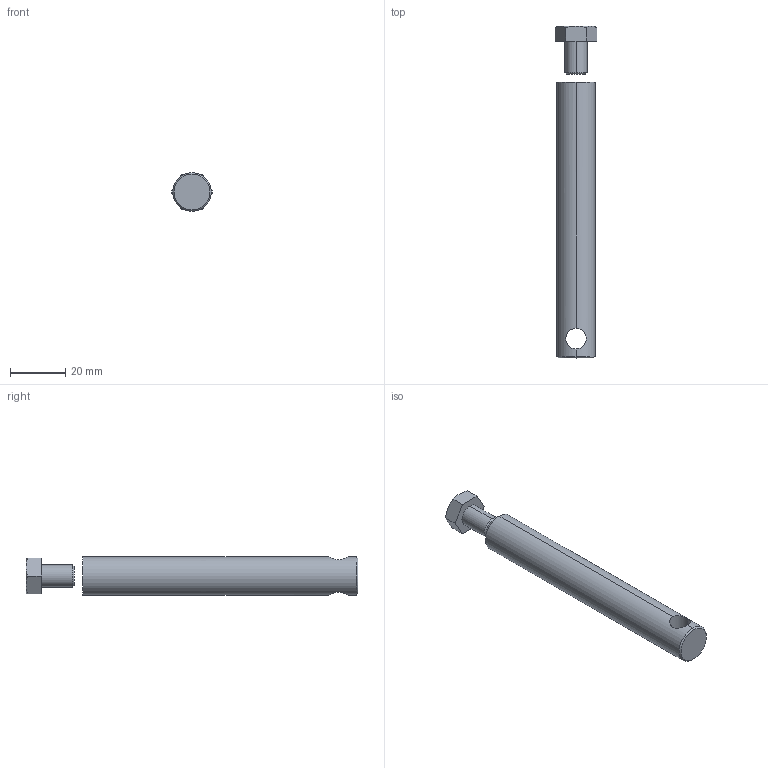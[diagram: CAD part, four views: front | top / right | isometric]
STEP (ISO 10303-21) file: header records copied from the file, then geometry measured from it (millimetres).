
FILE_DESCRIPTION (( 'STEP AP214' ), '1' );
FILE_NAME ('Rexnord-S0535-684651.step', '2019-02-26T09:04:08', ( '' ), ( '' ), 'SwSTEP 2.0', 'SolidWorks 2019', '' );
FILE_SCHEMA (( 'AUTOMOTIVE_DESIGN' ));
Length unit declared in the file: millimetre
Products named in the file (1): Rexnord-S0535-684651
Bounding box: 15.01 x 120.5 x 14 mm (x, y, z)
Volume: 15476.1 mm3; surface area: 6135.4 mm2
Topology: 2 solids, 2 shells, 31 faces, 72 edges, 43 vertices
Faces by surface type: cone 12, plane 11, cylinder 8
Entity records: 1414 total; most frequent: CARTESIAN_POINT 353, ORIENTED_EDGE 140, DIRECTION 136, EDGE_CURVE 70, AXIS2_PLACEMENT_3D 54, VERTEX_POINT 43, UNCERTAINTY_MEASURE_WITH_UNIT 35, PRESENTATION_STYLE_ASSIGNMENT 34
